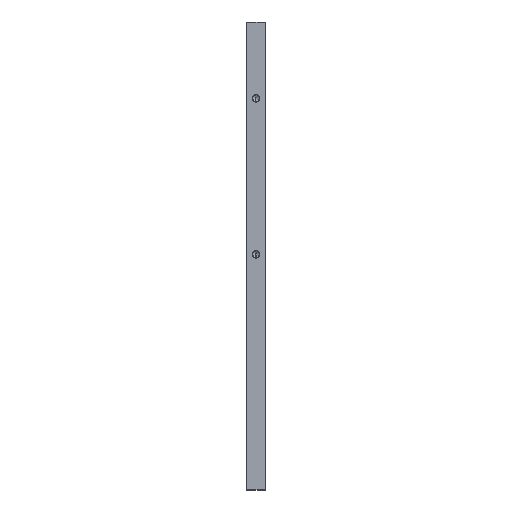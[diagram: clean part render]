
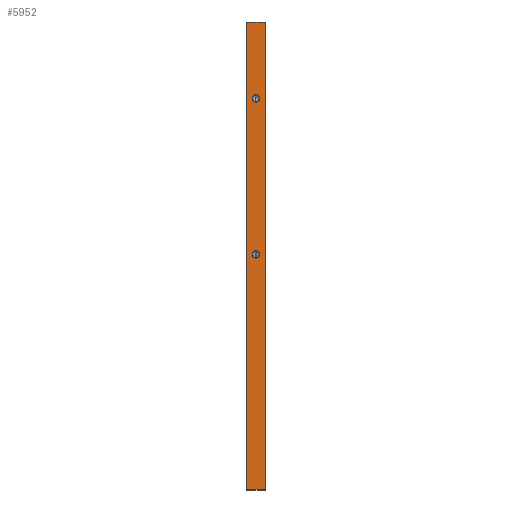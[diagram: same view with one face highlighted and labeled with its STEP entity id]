
A CAD part, left-side view. The second image highlights one B-rep face of the part: STEP entity #5952.
In plain terms, the highlighted planar face has unit normal (-1, 0, 0).
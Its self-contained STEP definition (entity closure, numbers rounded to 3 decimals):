
#46 = VECTOR ( 'NONE', #1783, 1000. ) ;
#98 = FACE_BOUND ( 'NONE', #1793, .T. ) ;
#433 = VERTEX_POINT ( 'NONE', #847 ) ;
#520 = EDGE_CURVE ( 'NONE', #1321, #2318, #3406, .T. ) ;
#617 = CARTESIAN_POINT ( 'NONE',  ( -150., 6., -46.325 ) ) ;
#687 = DIRECTION ( 'NONE',  ( 0., 0., -1. ) ) ;
#696 = VECTOR ( 'NONE', #5701, 1000. ) ;
#756 = CARTESIAN_POINT ( 'NONE',  ( -150., 12., 100. ) ) ;
#772 = CARTESIAN_POINT ( 'NONE',  ( -150., 12., 100. ) ) ;
#782 = AXIS2_PLACEMENT_3D ( 'NONE', #4253, #5806, #2849 ) ;
#847 = CARTESIAN_POINT ( 'NONE',  ( -150., 12., 100. ) ) ;
#1154 = DIRECTION ( 'NONE',  ( 0., -1., 0. ) ) ;
#1214 = DIRECTION ( 'NONE',  ( 1., 0., 0. ) ) ;
#1234 = LINE ( 'NONE', #772, #46 ) ;
#1246 = AXIS2_PLACEMENT_3D ( 'NONE', #756, #1214, #687 ) ;
#1321 = VERTEX_POINT ( 'NONE', #6223 ) ;
#1355 = DIRECTION ( 'NONE',  ( -1., 0., 0. ) ) ;
#1472 = DIRECTION ( 'NONE',  ( -1., 0., 0. ) ) ;
#1518 = LINE ( 'NONE', #6712, #696 ) ;
#1729 = FACE_BOUND ( 'NONE', #2478, .T. ) ;
#1743 = CIRCLE ( 'NONE', #782, 2.5 ) ;
#1783 = DIRECTION ( 'NONE',  ( 0., 0., 1. ) ) ;
#1793 = EDGE_LOOP ( 'NONE', ( #6655, #2362 ) ) ;
#1906 = CARTESIAN_POINT ( 'NONE',  ( -150., 6., 53.675 ) ) ;
#1913 = VERTEX_POINT ( 'NONE', #1906 ) ;
#2060 = VECTOR ( 'NONE', #2768, 1000. ) ;
#2067 = AXIS2_PLACEMENT_3D ( 'NONE', #3922, #1355, #5515 ) ;
#2095 = AXIS2_PLACEMENT_3D ( 'NONE', #4463, #1472, #2467 ) ;
#2152 = EDGE_CURVE ( 'NONE', #2318, #5268, #6310, .T. ) ;
#2219 = ORIENTED_EDGE ( 'NONE', *, *, #5144, .F. ) ;
#2250 = EDGE_CURVE ( 'NONE', #4205, #2769, #2840, .T. ) ;
#2318 = VERTEX_POINT ( 'NONE', #5447 ) ;
#2362 = ORIENTED_EDGE ( 'NONE', *, *, #5921, .F. ) ;
#2384 = ORIENTED_EDGE ( 'NONE', *, *, #4444, .F. ) ;
#2467 = DIRECTION ( 'NONE',  ( 0., 0., 1. ) ) ;
#2478 = EDGE_LOOP ( 'NONE', ( #5782, #6255 ) ) ;
#2551 = EDGE_CURVE ( 'NONE', #1913, #6114, #1743, .T. ) ;
#2724 = DIRECTION ( 'NONE',  ( -1., 0., 0. ) ) ;
#2768 = DIRECTION ( 'NONE',  ( 0., 0., 1. ) ) ;
#2769 = VERTEX_POINT ( 'NONE', #4545 ) ;
#2840 = CIRCLE ( 'NONE', #2067, 2.5 ) ;
#2849 = DIRECTION ( 'NONE',  ( 0., 0., 1. ) ) ;
#3016 = CARTESIAN_POINT ( 'NONE',  ( -150., 6., 48.675 ) ) ;
#3274 = PLANE ( 'NONE',  #1246 ) ;
#3406 = LINE ( 'NONE', #4788, #6560 ) ;
#3539 = CIRCLE ( 'NONE', #4972, 2.5 ) ;
#3581 = EDGE_CURVE ( 'NONE', #6114, #1913, #6165, .T. ) ;
#3758 = EDGE_LOOP ( 'NONE', ( #4779, #2384, #2219, #4580 ) ) ;
#3776 = DIRECTION ( 'NONE',  ( 0., 0., 1. ) ) ;
#3922 = CARTESIAN_POINT ( 'NONE',  ( -150., 6., -48.825 ) ) ;
#4205 = VERTEX_POINT ( 'NONE', #617 ) ;
#4253 = CARTESIAN_POINT ( 'NONE',  ( -150., 6., 51.175 ) ) ;
#4444 = EDGE_CURVE ( 'NONE', #433, #5268, #1518, .T. ) ;
#4463 = CARTESIAN_POINT ( 'NONE',  ( -150., 6., 51.175 ) ) ;
#4545 = CARTESIAN_POINT ( 'NONE',  ( -150., 6., -51.325 ) ) ;
#4580 = ORIENTED_EDGE ( 'NONE', *, *, #520, .T. ) ;
#4779 = ORIENTED_EDGE ( 'NONE', *, *, #2152, .T. ) ;
#4788 = CARTESIAN_POINT ( 'NONE',  ( -150., 12., -200. ) ) ;
#4972 = AXIS2_PLACEMENT_3D ( 'NONE', #6411, #2724, #3776 ) ;
#5077 = CARTESIAN_POINT ( 'NONE',  ( -150., 0., 100. ) ) ;
#5144 = EDGE_CURVE ( 'NONE', #1321, #433, #1234, .T. ) ;
#5268 = VERTEX_POINT ( 'NONE', #5077 ) ;
#5313 = CARTESIAN_POINT ( 'NONE',  ( -150., 0., 100. ) ) ;
#5447 = CARTESIAN_POINT ( 'NONE',  ( -150., 0., -200. ) ) ;
#5515 = DIRECTION ( 'NONE',  ( 0., 0., 1. ) ) ;
#5701 = DIRECTION ( 'NONE',  ( 0., -1., 0. ) ) ;
#5782 = ORIENTED_EDGE ( 'NONE', *, *, #2551, .F. ) ;
#5806 = DIRECTION ( 'NONE',  ( -1., 0., 0. ) ) ;
#5817 = FACE_OUTER_BOUND ( 'NONE', #3758, .T. ) ;
#5921 = EDGE_CURVE ( 'NONE', #2769, #4205, #3539, .T. ) ;
#5952 = ADVANCED_FACE ( 'NONE', ( #98, #1729, #5817 ), #3274, .F. ) ;
#6114 = VERTEX_POINT ( 'NONE', #3016 ) ;
#6165 = CIRCLE ( 'NONE', #2095, 2.5 ) ;
#6223 = CARTESIAN_POINT ( 'NONE',  ( -150., 12., -200. ) ) ;
#6255 = ORIENTED_EDGE ( 'NONE', *, *, #3581, .F. ) ;
#6310 = LINE ( 'NONE', #5313, #2060 ) ;
#6411 = CARTESIAN_POINT ( 'NONE',  ( -150., 6., -48.825 ) ) ;
#6560 = VECTOR ( 'NONE', #1154, 1000. ) ;
#6655 = ORIENTED_EDGE ( 'NONE', *, *, #2250, .F. ) ;
#6712 = CARTESIAN_POINT ( 'NONE',  ( -150., 12., 100. ) ) ;
